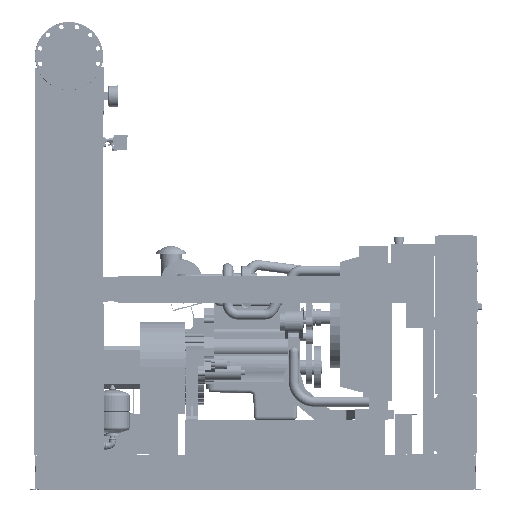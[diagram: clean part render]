
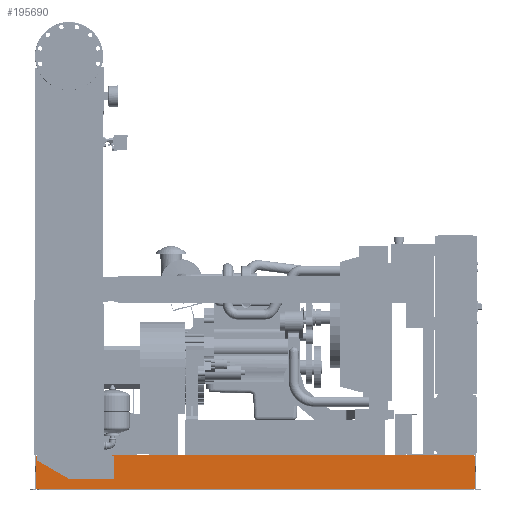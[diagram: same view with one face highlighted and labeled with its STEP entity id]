
A CAD part, front view. The second image highlights one B-rep face of the part: STEP entity #195690.
In plain terms, the highlighted free-form (B-spline) face has degree [1, 1] with [2, 2] control points.
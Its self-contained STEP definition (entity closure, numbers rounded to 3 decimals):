
#190631=CARTESIAN_POINT('',(-191.0,-738.5,202.));
#190632=VERTEX_POINT('',#190631);
#190639=CARTESIAN_POINT('',(-191.0,-738.5,208.));
#190640=VERTEX_POINT('',#190639);
#190641=CARTESIAN_POINT('',(-191.0,-738.5,202.));
#190642=DIRECTION('',(0.0,0.0,1.0));
#190643=VECTOR('',#190642,6.);
#190644=LINE('',#190641,#190643);
#190645=EDGE_CURVE('',#190632,#190640,#190644,.T.);
#193964=CARTESIAN_POINT('',(2403.0,-738.5,208.));
#193965=VERTEX_POINT('',#193964);
#193966=CARTESIAN_POINT('',(-191.0,-738.5,208.));
#193967=DIRECTION('',(1.0,0.0,0.0));
#193968=VECTOR('',#193967,2594.0);
#193969=LINE('',#193966,#193968);
#193970=EDGE_CURVE('',#190640,#193965,#193969,.T.);
#195267=CARTESIAN_POINT('',(2411.0,-738.5,202.));
#195268=VERTEX_POINT('',#195267);
#195275=CARTESIAN_POINT('',(2411.0,-738.5,112.689));
#195276=VERTEX_POINT('',#195275);
#195277=CARTESIAN_POINT('',(2411.0,-738.5,112.689));
#195278=DIRECTION('',(0.0,0.0,1.0));
#195279=VECTOR('',#195278,89.311);
#195280=LINE('',#195277,#195279);
#195281=EDGE_CURVE('',#195276,#195268,#195280,.T.);
#195604=CARTESIAN_POINT('',(-199.0,-738.5,3.));
#195605=CARTESIAN_POINT('',(-199.0,-738.5,208.));
#195606=CARTESIAN_POINT('',(2411.0,-738.5,3.));
#195607=CARTESIAN_POINT('',(2411.0,-738.5,208.));
#195608=B_SPLINE_SURFACE_WITH_KNOTS('',1,1,((#195604,#195606),(#195605,#195607)),.UNSPECIFIED.,.F.,.F.,.U.,(2,2),(2,2),(0.0,205.),(0.0,2610.0),.UNSPECIFIED.);
#195609=CARTESIAN_POINT('',(2411.0,-738.5,6.));
#195610=VERTEX_POINT('',#195609);
#195611=CARTESIAN_POINT('',(2411.0,-738.5,6.));
#195612=DIRECTION('',(0.0,0.0,1.0));
#195613=VECTOR('',#195612,106.689);
#195614=LINE('',#195611,#195613);
#195615=EDGE_CURVE('',#195610,#195276,#195614,.T.);
#195616=ORIENTED_EDGE('',*,*,#195615,.T.);
#195617=ORIENTED_EDGE('',*,*,#195281,.T.);
#195618=CARTESIAN_POINT('',(2403.0,-738.5,202.));
#195619=VERTEX_POINT('',#195618);
#195620=CARTESIAN_POINT('',(2411.0,-738.5,202.));
#195621=DIRECTION('',(-1.0,0.0,0.0));
#195622=VECTOR('',#195621,8.0);
#195623=LINE('',#195620,#195622);
#195624=EDGE_CURVE('',#195268,#195619,#195623,.T.);
#195625=ORIENTED_EDGE('',*,*,#195624,.T.);
#195626=CARTESIAN_POINT('',(2403.0,-738.5,208.));
#195627=DIRECTION('',(0.0,0.0,-1.0));
#195628=VECTOR('',#195627,6.);
#195629=LINE('',#195626,#195628);
#195630=EDGE_CURVE('',#193965,#195619,#195629,.T.);
#195631=ORIENTED_EDGE('',*,*,#195630,.F.);
#195632=ORIENTED_EDGE('',*,*,#193970,.F.);
#195633=ORIENTED_EDGE('',*,*,#190645,.F.);
#195634=CARTESIAN_POINT('',(-199.0,-738.5,202.));
#195635=VERTEX_POINT('',#195634);
#195636=CARTESIAN_POINT('',(-191.0,-738.5,202.));
#195637=DIRECTION('',(-1.0,0.0,0.0));
#195638=VECTOR('',#195637,8.0);
#195639=LINE('',#195636,#195638);
#195640=EDGE_CURVE('',#190632,#195635,#195639,.T.);
#195641=ORIENTED_EDGE('',*,*,#195640,.T.);
#195642=CARTESIAN_POINT('',(-199.0,-738.5,6.));
#195643=VERTEX_POINT('',#195642);
#195644=CARTESIAN_POINT('',(-199.0,-738.5,202.));
#195645=DIRECTION('',(0.0,0.0,-1.0));
#195646=VECTOR('',#195645,196.);
#195647=LINE('',#195644,#195646);
#195648=EDGE_CURVE('',#195635,#195643,#195647,.T.);
#195649=ORIENTED_EDGE('',*,*,#195648,.T.);
#195650=CARTESIAN_POINT('',(-191.0,-738.5,6.));
#195651=VERTEX_POINT('',#195650);
#195652=CARTESIAN_POINT('',(-199.0,-738.5,6.));
#195653=DIRECTION('',(1.0,0.0,0.0));
#195654=VECTOR('',#195653,8.0);
#195655=LINE('',#195652,#195654);
#195656=EDGE_CURVE('',#195643,#195651,#195655,.T.);
#195657=ORIENTED_EDGE('',*,*,#195656,.T.);
#195658=CARTESIAN_POINT('',(-191.0,-738.5,3.));
#195659=VERTEX_POINT('',#195658);
#195660=CARTESIAN_POINT('',(-191.0,-738.5,3.));
#195661=DIRECTION('',(0.0,0.0,1.0));
#195662=VECTOR('',#195661,3.);
#195663=LINE('',#195660,#195662);
#195664=EDGE_CURVE('',#195659,#195651,#195663,.T.);
#195665=ORIENTED_EDGE('',*,*,#195664,.F.);
#195666=CARTESIAN_POINT('',(2403.0,-738.5,3.));
#195667=VERTEX_POINT('',#195666);
#195668=CARTESIAN_POINT('',(2403.0,-738.5,3.));
#195669=DIRECTION('',(-1.0,0.0,0.0));
#195670=VECTOR('',#195669,2594.0);
#195671=LINE('',#195668,#195670);
#195672=EDGE_CURVE('',#195667,#195659,#195671,.T.);
#195673=ORIENTED_EDGE('',*,*,#195672,.F.);
#195674=CARTESIAN_POINT('',(2403.0,-738.5,6.));
#195675=VERTEX_POINT('',#195674);
#195676=CARTESIAN_POINT('',(2403.0,-738.5,6.));
#195677=DIRECTION('',(0.0,0.0,-1.0));
#195678=VECTOR('',#195677,3.);
#195679=LINE('',#195676,#195678);
#195680=EDGE_CURVE('',#195675,#195667,#195679,.T.);
#195681=ORIENTED_EDGE('',*,*,#195680,.F.);
#195682=CARTESIAN_POINT('',(2403.0,-738.5,6.));
#195683=DIRECTION('',(1.0,0.0,0.0));
#195684=VECTOR('',#195683,8.0);
#195685=LINE('',#195682,#195684);
#195686=EDGE_CURVE('',#195675,#195610,#195685,.T.);
#195687=ORIENTED_EDGE('',*,*,#195686,.T.);
#195688=EDGE_LOOP('',(#195616,#195617,#195625,#195631,#195632,#195633,#195641,#195649,#195657,#195665,#195673,#195681,#195687));
#195689=FACE_OUTER_BOUND('',#195688,.T.);
#195690=ADVANCED_FACE('',(#195689),#195608,.F.);
